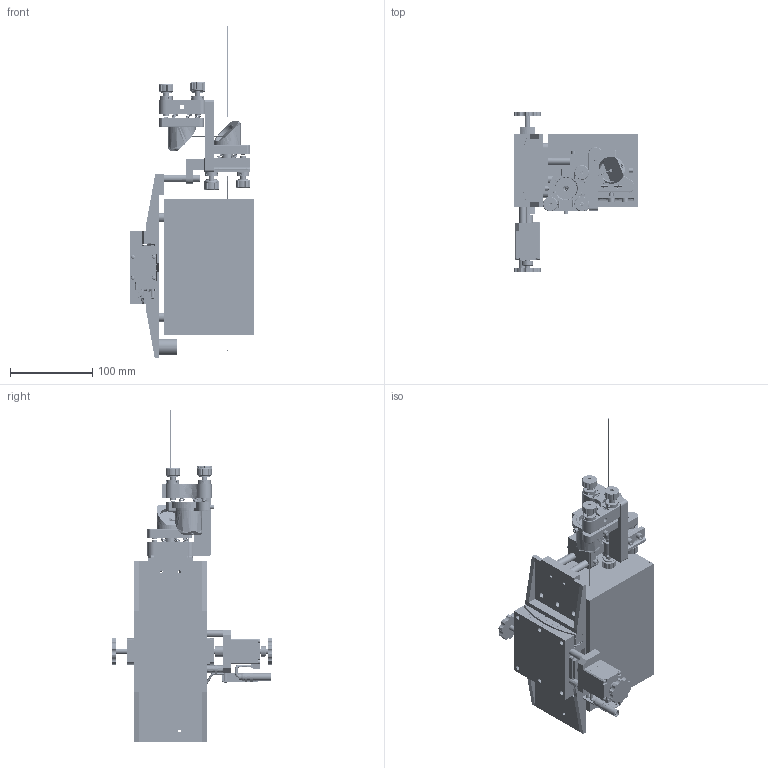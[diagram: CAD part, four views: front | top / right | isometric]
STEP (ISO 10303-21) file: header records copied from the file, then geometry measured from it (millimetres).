
FILE_DESCRIPTION(('FreeCAD Model'),'2;1');
FILE_NAME('Open CASCADE Shape Model','2025-04-27T13:47:07',('FreeCAD'),( 'FreeCAD'),'Open CASCADE STEP processor 7.6','FreeCAD','Unknown');
FILE_SCHEMA(('AUTOMOTIVE_DESIGN { 1 0 10303 214 1 1 1 1 }'));
Products named in the file (1): Open CASCADE STEP translator 7.6 1
Bounding box: 152.21 x 196.02 x 404.49 mm (x, y, z)
Volume: 2099227.2 mm3; surface area: 335201.3 mm2
Topology: 43 solids, 141 shells, 4382 faces, 11691 edges, 7658 vertices
Faces by surface type: bspline 4382
Entity records: 254038 total; most frequent: CARTESIAN_POINT 185156, ORIENTED_EDGE 22588, EDGE_CURVE 11627, B_SPLINE_CURVE_WITH_KNOTS 10235, VERTEX_POINT 7658, FACE_BOUND 4932, EDGE_LOOP 4932, ADVANCED_FACE 4382
